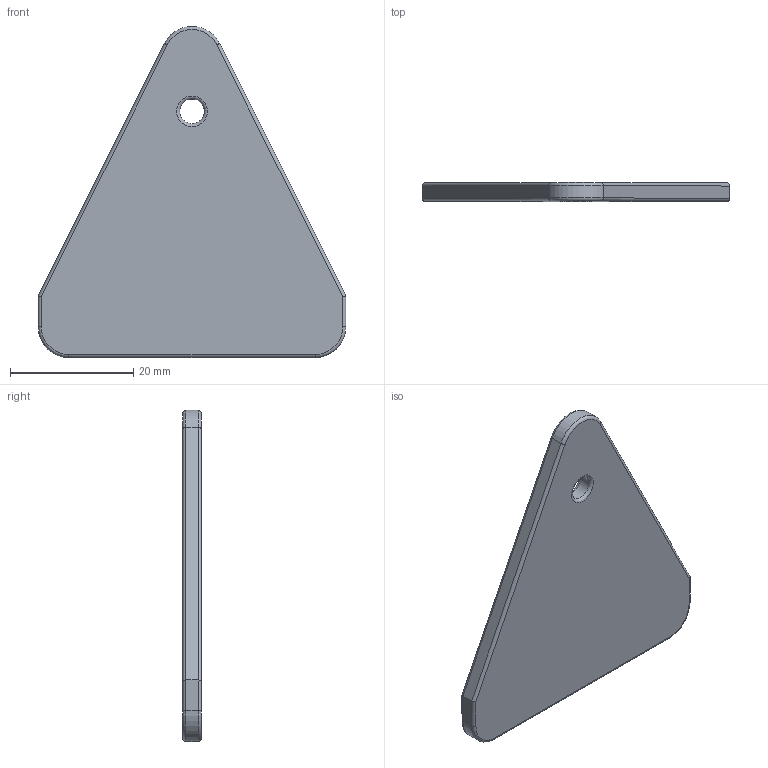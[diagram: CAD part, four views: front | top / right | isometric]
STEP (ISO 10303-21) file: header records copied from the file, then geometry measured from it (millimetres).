
FILE_DESCRIPTION(/* description */ (''),/* implementation_level */ '2;1');
FILE_NAME(/* name */ 'Loslager.stp',/* time_stamp */ '2025-06-20T19:08:11+02:00',/* author */ (''),/* organization */ (''),/* preprocessor_version */ 'ST-DEVELOPER v20',/* originating_system */ 'SIEMENS PLM Software NX2406.1700',/* authorisation */ '');
FILE_SCHEMA (('AUTOMOTIVE_DESIGN { 1 0 10303 214 3 1 1 1 }'));
Length unit declared in the file: millimetre
Products named in the file (1): Loslager
Bounding box: 50 x 3 x 53.8 mm (x, y, z)
Volume: 5093.7 mm3; surface area: 3874.5 mm2
Topology: 1 solids, 1 shells, 29 faces, 63 edges, 36 vertices
Faces by surface type: cylinder 14, torus 8, plane 7
Full cylindrical faces by diameter (mm): 4 x1
Entity records: 798 total; most frequent: DIRECTION 152, CARTESIAN_POINT 126, ORIENTED_EDGE 120, AXIS2_PLACEMENT_3D 62, EDGE_CURVE 60, VERTEX_POINT 36, EDGE_LOOP 34, ADVANCED_FACE 29
